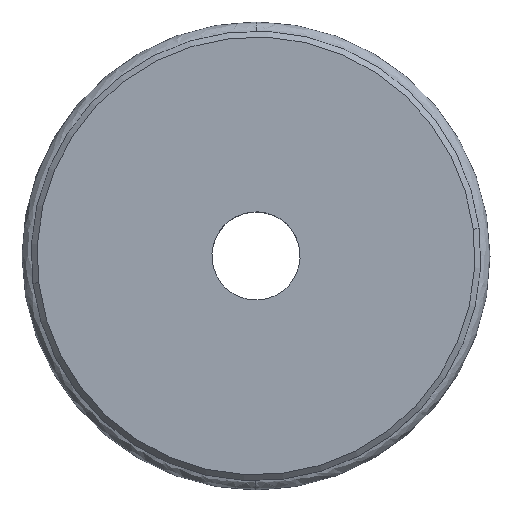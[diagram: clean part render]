
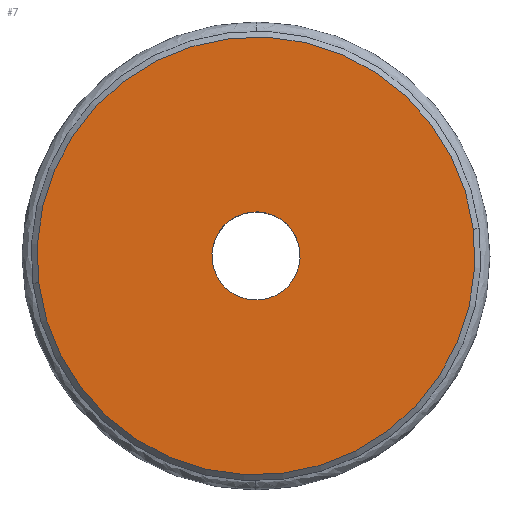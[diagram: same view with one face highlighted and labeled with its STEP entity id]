
A CAD part, top view. The second image highlights one B-rep face of the part: STEP entity #7.
In plain terms, the highlighted planar face has unit normal (0, 0, 1).
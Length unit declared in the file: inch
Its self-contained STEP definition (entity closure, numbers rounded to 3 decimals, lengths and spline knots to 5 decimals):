
#7 = ADVANCED_FACE ( 'NONE', ( #75, #388 ), #96, .F. ) ;
#34 = EDGE_LOOP ( 'NONE', ( #904, #1110 ) ) ;
#51 = EDGE_LOOP ( 'NONE', ( #852, #477 ) ) ;
#75 = FACE_BOUND ( 'NONE', #51, .T. ) ;
#96 = PLANE ( 'NONE',  #994 ) ;
#130 = DIRECTION ( 'NONE',  ( 0., 0., 1. ) ) ;
#213 = CARTESIAN_POINT ( 'NONE',  ( 1.45505, 0.17875, 0.15748 ) ) ;
#260 = DIRECTION ( 'NONE',  ( 0., 0., -1. ) ) ;
#356 = EDGE_CURVE ( 'NONE', #1872, #1474, #1791, .T. ) ;
#388 = FACE_OUTER_BOUND ( 'NONE', #34, .T. ) ;
#397 = EDGE_CURVE ( 'NONE', #1474, #1872, #538, .T. ) ;
#400 = DIRECTION ( 'NONE',  ( -0.993, -0.122, 0. ) ) ;
#410 = AXIS2_PLACEMENT_3D ( 'NONE', #728, #130, #400 ) ;
#411 = DIRECTION ( 'NONE',  ( -0.993, -0.122, 0. ) ) ;
#412 = CIRCLE ( 'NONE', #1033, 1.46654 ) ;
#431 = CARTESIAN_POINT ( 'NONE',  ( -0.00056, 0.00003, 0.15748 ) ) ;
#441 = DIRECTION ( 'NONE',  ( 0., 0., 1. ) ) ;
#477 = ORIENTED_EDGE ( 'NONE', *, *, #356, .F. ) ;
#538 = CIRCLE ( 'NONE', #410, 0.29528 ) ;
#676 = VERTEX_POINT ( 'NONE', #1150 ) ;
#692 = DIRECTION ( 'NONE',  ( 0., 0., -1. ) ) ;
#696 = VERTEX_POINT ( 'NONE', #213 ) ;
#728 = CARTESIAN_POINT ( 'NONE',  ( -0.00056, 0.00003, 0.15748 ) ) ;
#794 = CARTESIAN_POINT ( 'NONE',  ( 0.29252, 0.03601, 0.15748 ) ) ;
#852 = ORIENTED_EDGE ( 'NONE', *, *, #397, .F. ) ;
#904 = ORIENTED_EDGE ( 'NONE', *, *, #1362, .F. ) ;
#926 = CARTESIAN_POINT ( 'NONE',  ( -0.29363, -0.03596, 0.15748 ) ) ;
#969 = AXIS2_PLACEMENT_3D ( 'NONE', #1136, #1743, #980 ) ;
#980 = DIRECTION ( 'NONE',  ( -0.993, -0.122, 0. ) ) ;
#994 = AXIS2_PLACEMENT_3D ( 'NONE', #1023, #692, #1635 ) ;
#1023 = CARTESIAN_POINT ( 'NONE',  ( -0.00056, 0.00003, 0.15748 ) ) ;
#1033 = AXIS2_PLACEMENT_3D ( 'NONE', #1489, #260, #1370 ) ;
#1110 = ORIENTED_EDGE ( 'NONE', *, *, #1277, .F. ) ;
#1136 = CARTESIAN_POINT ( 'NONE',  ( -0.00056, 0.00003, 0.15748 ) ) ;
#1150 = CARTESIAN_POINT ( 'NONE',  ( -1.45616, -0.1787, 0.15748 ) ) ;
#1264 = CIRCLE ( 'NONE', #969, 1.46654 ) ;
#1277 = EDGE_CURVE ( 'NONE', #696, #676, #1264, .T. ) ;
#1362 = EDGE_CURVE ( 'NONE', #676, #696, #412, .T. ) ;
#1370 = DIRECTION ( 'NONE',  ( -0.993, -0.122, 0. ) ) ;
#1474 = VERTEX_POINT ( 'NONE', #926 ) ;
#1489 = CARTESIAN_POINT ( 'NONE',  ( -0.00056, 0.00003, 0.15748 ) ) ;
#1635 = DIRECTION ( 'NONE',  ( -0.993, -0.122, 0. ) ) ;
#1733 = AXIS2_PLACEMENT_3D ( 'NONE', #431, #441, #411 ) ;
#1743 = DIRECTION ( 'NONE',  ( 0., 0., -1. ) ) ;
#1791 = CIRCLE ( 'NONE', #1733, 0.29528 ) ;
#1872 = VERTEX_POINT ( 'NONE', #794 ) ;
